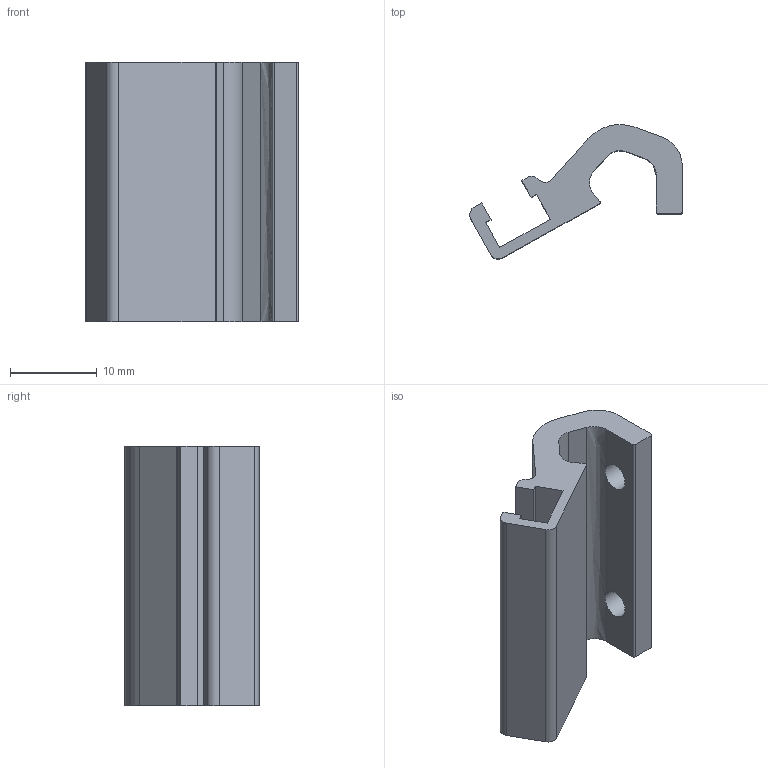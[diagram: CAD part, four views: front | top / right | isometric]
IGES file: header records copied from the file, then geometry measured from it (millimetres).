
Global section: file name: MZ-K-6-6,5; native system: Autodesk Inventor 2021; preprocessor: unknown; author: ck; organization: di-soric GmbH & Co. KG; date: 20210518.094218; units: millimetre
Bounding box: 24.53 x 15.5 x 30 mm (x, y, z)
Volume: 3237.2 mm3; surface area: 2979.3 mm2
Topology: 1 solids, 1 shells, 35 faces, 107 edges, 72 vertices
Faces by surface type: bspline 35
